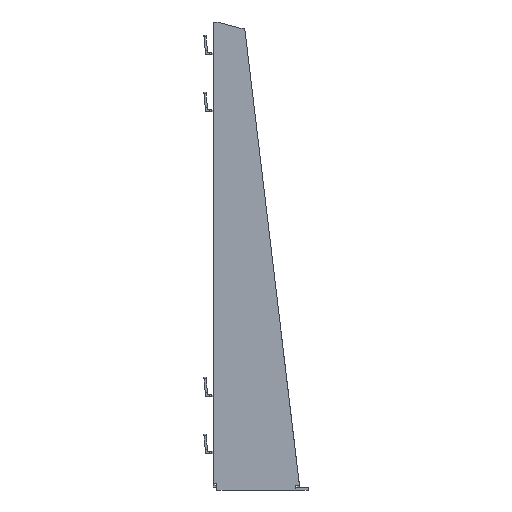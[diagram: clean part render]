
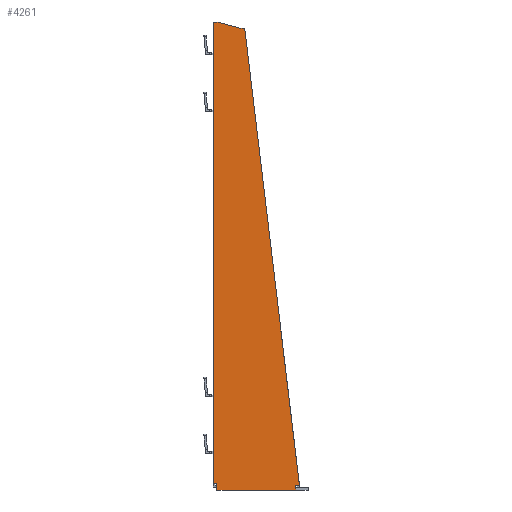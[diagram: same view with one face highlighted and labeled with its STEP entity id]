
A CAD part, left-side view. The second image highlights one B-rep face of the part: STEP entity #4261.
In plain terms, the highlighted face is planar.
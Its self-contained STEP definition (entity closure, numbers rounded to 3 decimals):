
#9 = CARTESIAN_POINT ( 'NONE',  ( -400.238, 70.903, -1.9 ) ) ;
#34 = VERTEX_POINT ( 'NONE', #1886 ) ;
#267 = CARTESIAN_POINT ( 'NONE',  ( -405.92, 92.4, -1.9 ) ) ;
#316 = DIRECTION ( 'NONE',  ( -1., 0., 0. ) ) ;
#372 = EDGE_CURVE ( 'NONE', #3321, #1967, #5032, .T. ) ;
#385 = LINE ( 'NONE', #4136, #5823 ) ;
#415 = EDGE_CURVE ( 'NONE', #34, #3245, #4026, .T. ) ;
#430 = CARTESIAN_POINT ( 'NONE',  ( -400.042, 68.019, -1.9 ) ) ;
#631 = ORIENTED_EDGE ( 'NONE', *, *, #5781, .F. ) ;
#842 = CARTESIAN_POINT ( 'NONE',  ( 0., 23.4, -1.9 ) ) ;
#849 = CARTESIAN_POINT ( 'NONE',  ( 4.88, 23.4, -1.9 ) ) ;
#899 = CARTESIAN_POINT ( 'NONE',  ( -0.92, 92.4, -1.9 ) ) ;
#929 = CARTESIAN_POINT ( 'NONE',  ( 1.48, 92.4, -1.9 ) ) ;
#963 = VECTOR ( 'NONE', #3053, 1000. ) ;
#1055 = CARTESIAN_POINT ( 'NONE',  ( -400.313, 71.476, -1.9 ) ) ;
#1176 = VECTOR ( 'NONE', #6534, 1000. ) ;
#1184 = VECTOR ( 'NONE', #2720, 1000. ) ;
#1304 = AXIS2_PLACEMENT_3D ( 'NONE', #3419, #4521, #5522 ) ;
#1308 = PLANE ( 'NONE',  #1304 ) ;
#1346 = VERTEX_POINT ( 'NONE', #430 ) ;
#1408 = CARTESIAN_POINT ( 'NONE',  ( 0.83, 23.4, -1.9 ) ) ;
#1479 = CARTESIAN_POINT ( 'NONE',  ( 0., 95.8, -1.9 ) ) ;
#1538 = CARTESIAN_POINT ( 'NONE',  ( 0.714, 21.132, -1.9 ) ) ;
#1557 = ORIENTED_EDGE ( 'NONE', *, *, #5788, .T. ) ;
#1665 = CARTESIAN_POINT ( 'NONE',  ( 0.83, 23.4, -1.9 ) ) ;
#1830 = CARTESIAN_POINT ( 'NONE',  ( -0.92, 0., -1.9 ) ) ;
#1839 = ORIENTED_EDGE ( 'NONE', *, *, #3841, .T. ) ;
#1868 = DIRECTION ( 'NONE',  ( 1., 0., 0. ) ) ;
#1886 = CARTESIAN_POINT ( 'NONE',  ( -0.92, 92.4, -1.9 ) ) ;
#1967 = VERTEX_POINT ( 'NONE', #849 ) ;
#2039 = VERTEX_POINT ( 'NONE', #4180 ) ;
#2041 = CARTESIAN_POINT ( 'NONE',  ( -405.92, 95.8, -1.9 ) ) ;
#2069 = LINE ( 'NONE', #6794, #5162 ) ;
#2189 = ORIENTED_EDGE ( 'NONE', *, *, #2493, .T. ) ;
#2243 = EDGE_CURVE ( 'NONE', #1967, #3108, #5406, .T. ) ;
#2483 = B_SPLINE_CURVE_WITH_KNOTS ( 'NONE', 3,
 ( #1055, #9, #5311, #4862, #5377, #6417 ),
 .UNSPECIFIED., .F., .F.,
 ( 4, 2, 4 ),
 ( 0.004, 0.006, 0.007 ),
 .UNSPECIFIED. ) ;
#2493 = EDGE_CURVE ( 'NONE', #2737, #3108, #5674, .T. ) ;
#2605 = CARTESIAN_POINT ( 'NONE',  ( 0.628, 20., -1.9 ) ) ;
#2613 = VECTOR ( 'NONE', #1868, 1000. ) ;
#2720 = DIRECTION ( 'NONE',  ( 0., 1., 0. ) ) ;
#2737 = VERTEX_POINT ( 'NONE', #6253 ) ;
#2922 = CARTESIAN_POINT ( 'NONE',  ( -0.92, 95.8, -1.9 ) ) ;
#2929 = FACE_OUTER_BOUND ( 'NONE', #4898, .T. ) ;
#2965 = CARTESIAN_POINT ( 'NONE',  ( -400.313, 71.476, -1.9 ) ) ;
#3018 = DIRECTION ( 'NONE',  ( -1., 0., 0. ) ) ;
#3053 = DIRECTION ( 'NONE',  ( 1., 0., 0. ) ) ;
#3084 = VECTOR ( 'NONE', #3121, 1000. ) ;
#3108 = VERTEX_POINT ( 'NONE', #3691 ) ;
#3121 = DIRECTION ( 'NONE',  ( 0.259, -0.966, 0. ) ) ;
#3152 = EDGE_CURVE ( 'NONE', #4215, #1346, #2483, .T. ) ;
#3155 = CARTESIAN_POINT ( 'NONE',  ( -396.134, 55.88, -1.9 ) ) ;
#3245 = VERTEX_POINT ( 'NONE', #2922 ) ;
#3321 = VERTEX_POINT ( 'NONE', #5748 ) ;
#3419 = CARTESIAN_POINT ( 'NONE',  ( 0., 0., -1.9 ) ) ;
#3644 = ORIENTED_EDGE ( 'NONE', *, *, #4531, .F. ) ;
#3691 = CARTESIAN_POINT ( 'NONE',  ( 4.88, 92.4, -1.9 ) ) ;
#3700 = LINE ( 'NONE', #3155, #3084 ) ;
#3841 = EDGE_CURVE ( 'NONE', #2039, #1346, #4526, .T. ) ;
#3855 = CARTESIAN_POINT ( 'NONE',  ( 4.88, 0., -1.9 ) ) ;
#3963 = ORIENTED_EDGE ( 'NONE', *, *, #2243, .F. ) ;
#4026 = LINE ( 'NONE', #1830, #4810 ) ;
#4136 = CARTESIAN_POINT ( 'NONE',  ( 6.08, 23.4, -1.9 ) ) ;
#4180 = CARTESIAN_POINT ( 'NONE',  ( 0.628, 20., -1.9 ) ) ;
#4214 = ORIENTED_EDGE ( 'NONE', *, *, #5345, .F. ) ;
#4215 = VERTEX_POINT ( 'NONE', #2965 ) ;
#4261 = ADVANCED_FACE ( 'NONE', ( #2929 ), #1308, .T. ) ;
#4280 = VECTOR ( 'NONE', #316, 1000. ) ;
#4317 = EDGE_CURVE ( 'NONE', #5131, #4530, #2069, .T. ) ;
#4521 = DIRECTION ( 'NONE',  ( 0., 0., -1. ) ) ;
#4526 = LINE ( 'NONE', #6602, #1176 ) ;
#4530 = VERTEX_POINT ( 'NONE', #2041 ) ;
#4531 = EDGE_CURVE ( 'NONE', #5012, #3321, #385, .T. ) ;
#4725 = DIRECTION ( 'NONE',  ( 0., 1., 0. ) ) ;
#4742 = CARTESIAN_POINT ( 'NONE',  ( 0.78, 22.266, -1.9 ) ) ;
#4810 = VECTOR ( 'NONE', #5625, 1000. ) ;
#4862 = CARTESIAN_POINT ( 'NONE',  ( -400.07, 69.176, -1.9 ) ) ;
#4898 = EDGE_LOOP ( 'NONE', ( #4214, #2189, #3963, #5347, #3644, #1557, #1839, #4930, #631, #5745, #6538, #6470 ) ) ;
#4927 = EDGE_CURVE ( 'NONE', #3245, #4530, #6169, .T. ) ;
#4930 = ORIENTED_EDGE ( 'NONE', *, *, #3152, .F. ) ;
#5012 = VERTEX_POINT ( 'NONE', #1408 ) ;
#5032 = LINE ( 'NONE', #842, #2613 ) ;
#5131 = VERTEX_POINT ( 'NONE', #267 ) ;
#5162 = VECTOR ( 'NONE', #4725, 1000. ) ;
#5273 = VECTOR ( 'NONE', #3018, 1000. ) ;
#5311 = CARTESIAN_POINT ( 'NONE',  ( -400.165, 70.329, -1.9 ) ) ;
#5345 = EDGE_CURVE ( 'NONE', #2737, #34, #5644, .T. ) ;
#5347 = ORIENTED_EDGE ( 'NONE', *, *, #372, .F. ) ;
#5377 = CARTESIAN_POINT ( 'NONE',  ( -400.046, 68.598, -1.9 ) ) ;
#5406 = LINE ( 'NONE', #3855, #1184 ) ;
#5522 = DIRECTION ( 'NONE',  ( -1., 0., 0. ) ) ;
#5625 = DIRECTION ( 'NONE',  ( 0., 1., 0. ) ) ;
#5644 = LINE ( 'NONE', #899, #5273 ) ;
#5674 = LINE ( 'NONE', #929, #963 ) ;
#5745 = ORIENTED_EDGE ( 'NONE', *, *, #4317, .T. ) ;
#5748 = CARTESIAN_POINT ( 'NONE',  ( 1.48, 23.4, -1.9 ) ) ;
#5781 = EDGE_CURVE ( 'NONE', #5131, #4215, #3700, .T. ) ;
#5788 = EDGE_CURVE ( 'NONE', #5012, #2039, #6566, .T. ) ;
#5805 = CARTESIAN_POINT ( 'NONE',  ( 0.806, 22.833, -1.9 ) ) ;
#5823 = VECTOR ( 'NONE', #6242, 1000. ) ;
#6169 = LINE ( 'NONE', #1479, #4280 ) ;
#6242 = DIRECTION ( 'NONE',  ( 1., 0., 0. ) ) ;
#6253 = CARTESIAN_POINT ( 'NONE',  ( 1.48, 92.4, -1.9 ) ) ;
#6355 = CARTESIAN_POINT ( 'NONE',  ( 0.674, 20.566, -1.9 ) ) ;
#6417 = CARTESIAN_POINT ( 'NONE',  ( -400.042, 68.019, -1.9 ) ) ;
#6470 = ORIENTED_EDGE ( 'NONE', *, *, #415, .F. ) ;
#6534 = DIRECTION ( 'NONE',  ( -0.993, 0.119, 0. ) ) ;
#6538 = ORIENTED_EDGE ( 'NONE', *, *, #4927, .F. ) ;
#6566 = B_SPLINE_CURVE_WITH_KNOTS ( 'NONE', 3,
 ( #1665, #5805, #4742, #1538, #6355, #2605 ),
 .UNSPECIFIED., .F., .F.,
 ( 4, 2, 4 ),
 ( 0.004, 0.006, 0.007 ),
 .UNSPECIFIED. ) ;
#6602 = CARTESIAN_POINT ( 'NONE',  ( 2.372, 19.791, -1.9 ) ) ;
#6794 = CARTESIAN_POINT ( 'NONE',  ( -405.92, 92.4, -1.9 ) ) ;
